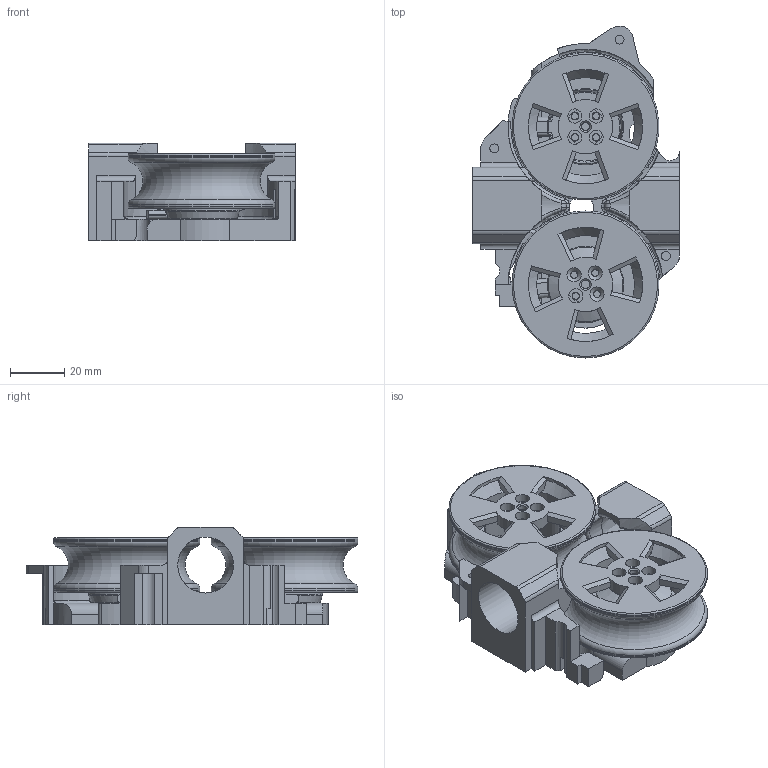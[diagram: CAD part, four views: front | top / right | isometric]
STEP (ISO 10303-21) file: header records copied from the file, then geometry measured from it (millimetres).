
FILE_DESCRIPTION(/* description */ (''),/* implementation_level */ '2;1');
FILE_NAME(/* name */ 'Cruxstryke Cage.step',/* time_stamp */ '2020-08-17T20:27:56-04:00',/* author */ (''),/* organization */ (''),/* preprocessor_version */ 'ST-DEVELOPER v18.1',/* originating_system */ 'Autodesk Translation Framework v9.3.0.1241',/* authorisation */ '');
FILE_SCHEMA (('AUTOMOTIVE_DESIGN { 1 0 10303 214 3 1 1 }'));
Length unit declared in the file: millimetre
Products named in the file (4): Cruxstryke Cage; Cage; Crux Motors; Flywheels
Assembly tree (3 placements, depth 2):
  Cruxstryke Cage
    Cage
    Crux Motors
    Flywheels
Bounding box: 76 x 121.99 x 36 mm (x, y, z)
Volume: 153658.7 mm3; surface area: 71243.2 mm2
Topology: 7 solids, 7 shells, 601 faces, 1622 edges, 1060 vertices
Faces by surface type: plane 255, cylinder 183, cone 65, bspline 50, torus 48
Full cylindrical faces by diameter (mm): 2.5 x8, 2.8 x16, 3 x12, 3.2 x4, 3.3 x11, 5.2 x16, 5.8 x8, 8 x2, 9 x1, 20.5 x2, 28 x2, 36 x4, 54 x8
Entity records: 21695 total; most frequent: CARTESIAN_POINT 6334, ORIENTED_EDGE 3240, DIRECTION 3151, EDGE_CURVE 1620, AXIS2_PLACEMENT_3D 1244, VERTEX_POINT 1060, EDGE_LOOP 710, LINE 663
